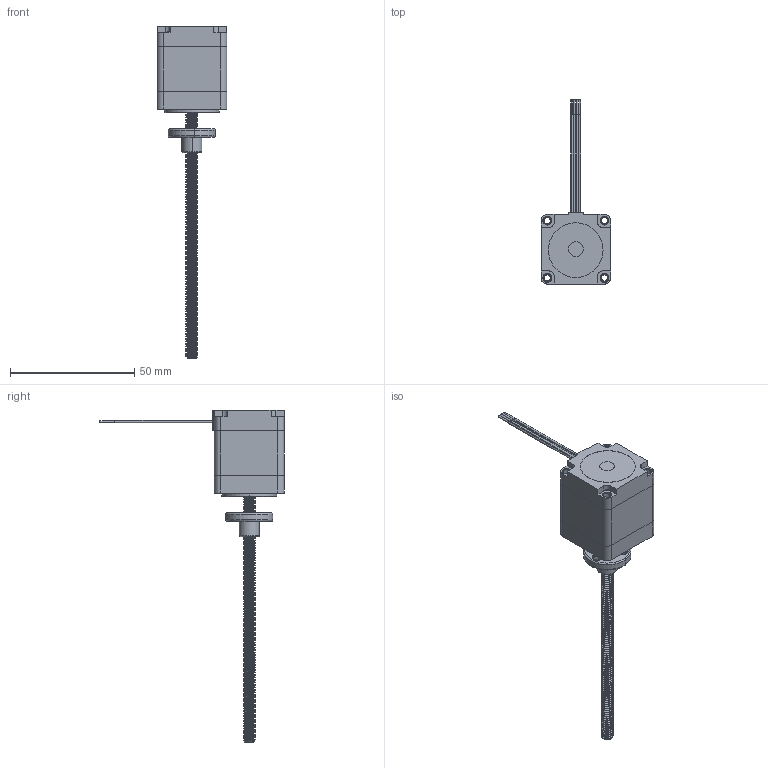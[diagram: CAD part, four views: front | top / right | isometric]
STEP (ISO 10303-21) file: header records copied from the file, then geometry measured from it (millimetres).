
FILE_DESCRIPTION (( 'STEP AP214' ), '1' );
FILE_NAME ('11E21-100.STEP', '2023-03-07T06:42:55', ( '' ), ( '' ), 'SwSTEP 2.0', 'SolidWorks 2022', '' );
FILE_SCHEMA (( 'AUTOMOTIVE_DESIGN' ));
Length unit declared in the file: millimetre
Products named in the file (18): 01-162-2引出线丝杆电机后盖.STP; 05-0016.STP; 11E21-100; 11E21-100.STP; 12-054-1(后引出线骨架）.STP; 06-017.STP; 09-007-1（红）.STP; 12-015-1(11H2034前骨架改).STP; 01-161-2丝杆电机前盖.STP; 09-007-2（红白）.STP; 28单厚标签.STP; 06-007.STP; 28铭牌.STP; 09-007-4（绿白）.STP; 02-149-1(11H2034 1A定子总成).STP; 12-053(PCB板).STP; 02-145-2（28单厚级进模定子磨削）.STP; 09-007-3（绿）.STP
Assembly tree (17 placements, depth 4):
  11E21-100
    11E21-100.STP
      02-149-1(11H2034 1A定子总成).STP
        12-015-1(11H2034前骨架改).STP
        12-053(PCB板).STP
        12-054-1(后引出线骨架）.STP
      01-161-2丝杆电机前盖.STP
      01-162-2引出线丝杆电机后盖.STP
      06-007.STP
      05-0016.STP
      06-017.STP
      09-007-1（红）.STP
      09-007-2（红白）.STP
      09-007-3（绿）.STP
      09-007-4（绿白）.STP
      02-145-2（28单厚级进模定子磨削）.STP
      28单厚标签.STP
      28铭牌.STP
Bounding box: 28.1 x 74 x 133.4 mm (x, y, z)
Volume: 16744.8 mm3; surface area: 27586 mm2
Topology: 31 solids, 31 shells, 2026 faces, 5697 edges, 3762 vertices
Faces by surface type: cylinder 977, plane 969, cone 56, torus 18, bspline 6
Full cylindrical faces by diameter (mm): 4.8 x99
Entity records: 96402 total; most frequent: CARTESIAN_POINT 40542, ORIENTED_EDGE 11394, DIRECTION 11269, EDGE_CURVE 5697, AXIS2_PLACEMENT_3D 3878, VERTEX_POINT 3762, LINE 3513, VECTOR 3513
